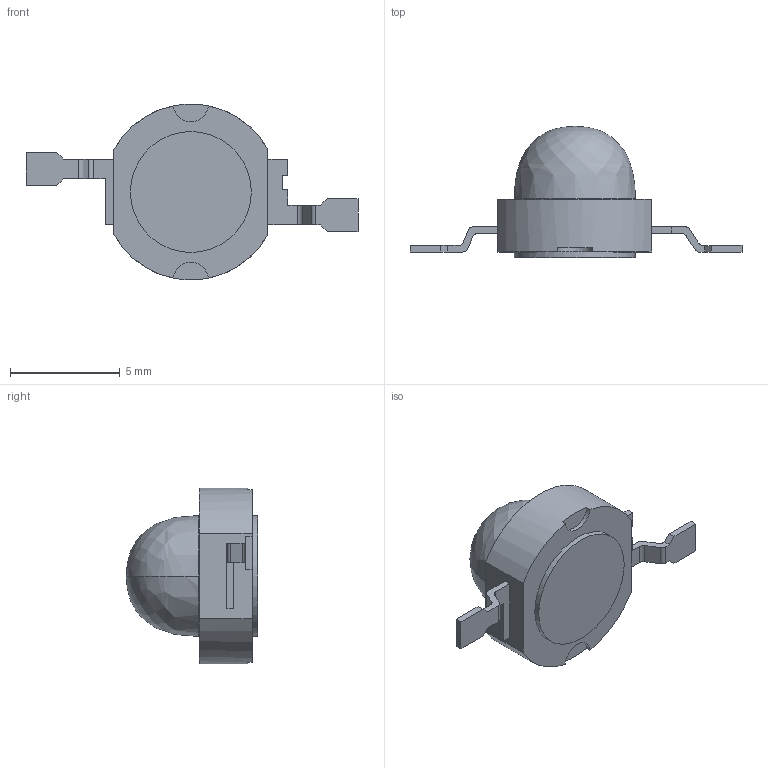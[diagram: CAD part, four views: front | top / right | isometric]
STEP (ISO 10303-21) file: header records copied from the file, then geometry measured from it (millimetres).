
FILE_DESCRIPTION(/* description */ (''),/* implementation_level */ '2;1');
FILE_NAME(/* name */ '00_3W-Led-2 v7.iam.step',/* time_stamp */ '2022-11-29T08:48:10+01:00',/* author */ ('diederichbenedict'),/* organization */ (''),/* preprocessor_version */ 'ST-DEVELOPER v18.1',/* originating_system */ 'Autodesk Inventor 2022',/* authorisation */ '');
FILE_SCHEMA (('AUTOMOTIVE_DESIGN { 1 0 10303 214 3 1 1 }'));
Length unit declared in the file: millimetre
Products named in the file (3): 00_3W-Led-2 v7; 00_LED_lens; 00_LED_smd_body
Assembly tree (2 placements, depth 2):
  00_3W-Led-2 v7
    00_LED_lens
    00_LED_smd_body
Bounding box: 15.1 x 5.97 x 7.98 mm (x, y, z)
Volume: 184.3 mm3; surface area: 275.4 mm2
Topology: 2 solids, 2 shells, 59 faces, 156 edges, 103 vertices
Faces by surface type: plane 43, cylinder 14, bspline 2
Full cylindrical faces by diameter (mm): 4 x1, 5.5 x1
Entity records: 2062 total; most frequent: CARTESIAN_POINT 400, DIRECTION 310, ORIENTED_EDGE 308, EDGE_CURVE 154, LINE 118, VECTOR 118, VERTEX_POINT 103, AXIS2_PLACEMENT_3D 96
